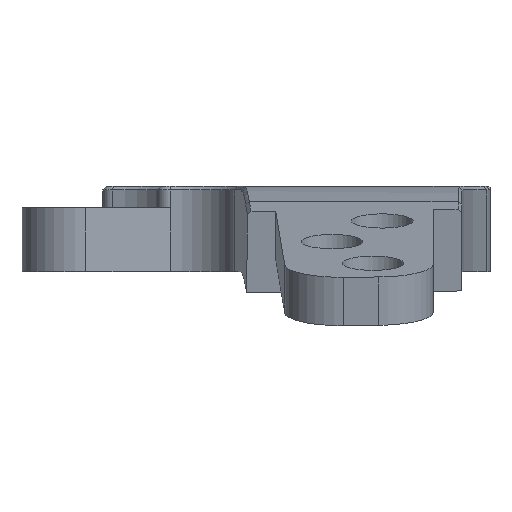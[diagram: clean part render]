
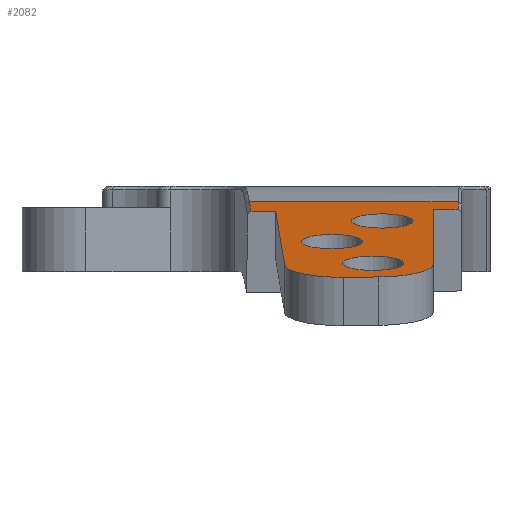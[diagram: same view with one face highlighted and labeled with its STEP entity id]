
A CAD part, left-side view. The second image highlights one B-rep face of the part: STEP entity #2082.
In plain terms, the highlighted planar face has unit normal (-0.23, 0, 0.973).
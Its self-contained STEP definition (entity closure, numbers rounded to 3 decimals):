
#84=FACE_BOUND('',#401,.T.);
#85=FACE_BOUND('',#402,.T.);
#86=FACE_BOUND('',#403,.T.);
#124=CIRCLE('',#2246,8.);
#125=CIRCLE('',#2247,8.);
#126=CIRCLE('',#2248,4.35);
#127=CIRCLE('',#2249,4.35);
#128=CIRCLE('',#2250,4.35);
#271=FACE_OUTER_BOUND('',#400,.T.);
#400=EDGE_LOOP('',(#1479,#1480,#1481,#1482,#1483,#1484,#1485,#1486,#1487,
#1488));
#401=EDGE_LOOP('',(#1489));
#402=EDGE_LOOP('',(#1490));
#403=EDGE_LOOP('',(#1491));
#560=LINE('',#3259,#735);
#561=LINE('',#3262,#736);
#565=LINE('',#3270,#740);
#569=LINE('',#3286,#744);
#570=LINE('',#3287,#745);
#571=LINE('',#3289,#746);
#572=LINE('',#3293,#747);
#573=LINE('',#3296,#748);
#735=VECTOR('',#2569,10.);
#736=VECTOR('',#2572,10.);
#740=VECTOR('',#2576,10.);
#744=VECTOR('',#2582,10.);
#745=VECTOR('',#2583,10.);
#746=VECTOR('',#2584,10.);
#747=VECTOR('',#2587,10.);
#748=VECTOR('',#2590,10.);
#917=VERTEX_POINT('',#3249);
#919=VERTEX_POINT('',#3255);
#921=VERTEX_POINT('',#3261);
#924=VERTEX_POINT('',#3267);
#925=VERTEX_POINT('',#3269);
#929=VERTEX_POINT('',#3285);
#930=VERTEX_POINT('',#3288);
#931=VERTEX_POINT('',#3290);
#932=VERTEX_POINT('',#3292);
#933=VERTEX_POINT('',#3294);
#934=VERTEX_POINT('',#3297);
#935=VERTEX_POINT('',#3299);
#936=VERTEX_POINT('',#3301);
#1130=EDGE_CURVE('',#917,#919,#560,.T.);
#1131=EDGE_CURVE('',#919,#921,#561,.T.);
#1135=EDGE_CURVE('',#924,#925,#565,.T.);
#1140=EDGE_CURVE('',#917,#929,#569,.T.);
#1141=EDGE_CURVE('',#925,#929,#570,.T.);
#1142=EDGE_CURVE('',#924,#930,#571,.T.);
#1143=EDGE_CURVE('',#930,#931,#124,.T.);
#1144=EDGE_CURVE('',#931,#932,#572,.T.);
#1145=EDGE_CURVE('',#932,#933,#125,.T.);
#1146=EDGE_CURVE('',#933,#921,#573,.T.);
#1147=EDGE_CURVE('',#934,#934,#126,.T.);
#1148=EDGE_CURVE('',#935,#935,#127,.T.);
#1149=EDGE_CURVE('',#936,#936,#128,.T.);
#1479=ORIENTED_EDGE('',*,*,#1130,.F.);
#1480=ORIENTED_EDGE('',*,*,#1140,.T.);
#1481=ORIENTED_EDGE('',*,*,#1141,.F.);
#1482=ORIENTED_EDGE('',*,*,#1135,.F.);
#1483=ORIENTED_EDGE('',*,*,#1142,.T.);
#1484=ORIENTED_EDGE('',*,*,#1143,.T.);
#1485=ORIENTED_EDGE('',*,*,#1144,.T.);
#1486=ORIENTED_EDGE('',*,*,#1145,.T.);
#1487=ORIENTED_EDGE('',*,*,#1146,.T.);
#1488=ORIENTED_EDGE('',*,*,#1131,.F.);
#1489=ORIENTED_EDGE('',*,*,#1147,.T.);
#1490=ORIENTED_EDGE('',*,*,#1148,.T.);
#1491=ORIENTED_EDGE('',*,*,#1149,.T.);
#2029=PLANE('',#2245);
#2082=ADVANCED_FACE('',(#271,#84,#85,#86),#2029,.T.);
#2245=AXIS2_PLACEMENT_3D('',#3284,#2580,#2581);
#2246=AXIS2_PLACEMENT_3D('',#3291,#2585,#2586);
#2247=AXIS2_PLACEMENT_3D('',#3295,#2588,#2589);
#2248=AXIS2_PLACEMENT_3D('',#3298,#2591,#2592);
#2249=AXIS2_PLACEMENT_3D('',#3300,#2593,#2594);
#2250=AXIS2_PLACEMENT_3D('',#3302,#2595,#2596);
#2569=DIRECTION('',(-0.973,0.,-0.23));
#2572=DIRECTION('',(-0.037,0.999,-0.009));
#2576=DIRECTION('',(-0.037,0.999,-0.009));
#2580=DIRECTION('center_axis',(-0.23,0.,0.973));
#2581=DIRECTION('ref_axis',(0.973,0.,0.23));
#2582=DIRECTION('',(0.,1.,0.));
#2583=DIRECTION('',(0.973,0.038,0.229));
#2584=DIRECTION('',(-0.973,-0.038,-0.229));
#2585=DIRECTION('center_axis',(-0.23,0.,0.973));
#2586=DIRECTION('ref_axis',(-0.037,0.999,-0.009));
#2587=DIRECTION('',(0.037,-0.999,0.009));
#2588=DIRECTION('center_axis',(-0.23,0.,0.973));
#2589=DIRECTION('ref_axis',(-0.973,-0.038,-0.229));
#2590=DIRECTION('',(0.973,0.,0.23));
#2591=DIRECTION('center_axis',(0.23,0.,-0.973));
#2592=DIRECTION('ref_axis',(0.973,0.,0.23));
#2593=DIRECTION('center_axis',(0.23,0.,-0.973));
#2594=DIRECTION('ref_axis',(0.973,0.,0.23));
#2595=DIRECTION('center_axis',(0.23,0.,-0.973));
#2596=DIRECTION('ref_axis',(0.973,0.,0.23));
#3249=CARTESIAN_POINT('',(62.074,-13.5,69.864));
#3255=CARTESIAN_POINT('',(57.342,-13.5,68.748));
#3259=CARTESIAN_POINT('',(-0.669,-13.5,55.067));
#3261=CARTESIAN_POINT('',(57.212,-10.,68.717));
#3262=CARTESIAN_POINT('',(56.466,10.184,68.541));
#3267=CARTESIAN_POINT('',(56.391,12.209,68.524));
#3269=CARTESIAN_POINT('',(56.262,15.707,68.493));
#3270=CARTESIAN_POINT('',(56.466,10.184,68.541));
#3284=CARTESIAN_POINT('Origin',(11.,0.,57.819));
#3285=CARTESIAN_POINT('',(62.074,15.934,69.864));
#3286=CARTESIAN_POINT('',(62.074,0.,69.864));
#3287=CARTESIAN_POINT('',(47.805,15.377,66.499));
#3288=CARTESIAN_POINT('',(24.295,10.956,60.955));
#3289=CARTESIAN_POINT('',(62.222,12.437,69.899));
#3290=CARTESIAN_POINT('',(16.81,2.658,59.189));
#3291=CARTESIAN_POINT('Origin',(24.591,2.962,61.024));
#3292=CARTESIAN_POINT('',(16.994,-2.304,59.233));
#3293=CARTESIAN_POINT('',(16.81,2.658,59.189));
#3294=CARTESIAN_POINT('',(24.774,-10.,61.068));
#3295=CARTESIAN_POINT('Origin',(24.774,-2.,61.068));
#3296=CARTESIAN_POINT('',(24.774,-10.,61.068));
#3297=CARTESIAN_POINT('',(46.232,-2.8,66.128));
#3298=CARTESIAN_POINT('Origin',(50.466,-2.8,67.127));
#3299=CARTESIAN_POINT('',(33.907,4.282,63.221));
#3300=CARTESIAN_POINT('Origin',(38.141,4.282,64.22));
#3301=CARTESIAN_POINT('',(20.962,-1.515,60.168));
#3302=CARTESIAN_POINT('Origin',(25.195,-1.515,61.167));
